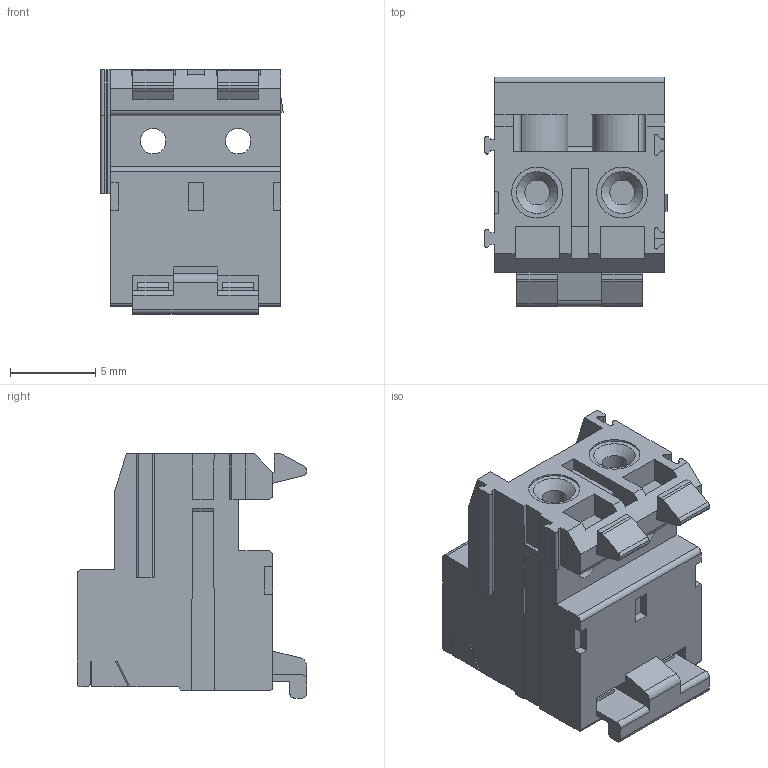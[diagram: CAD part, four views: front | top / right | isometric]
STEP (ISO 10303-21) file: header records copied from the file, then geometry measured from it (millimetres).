
FILE_DESCRIPTION(('STEP AP214'),'1');
FILE_NAME('SHCS02-5-E.stp','2018-11-12T16:55:40',(' '),(' '),'Spatial InterOp 3D',' ',' ');
FILE_SCHEMA(('AUTOMOTIVE_DESIGN { 1 0 10303 214 1 1 1 1 }'));
Length unit declared in the file: metre
Products named in the file (1): 1
Bounding box: 10.73 x 13.5 x 14.38 mm (x, y, z)
Volume: 1123.1 mm3; surface area: 1542.4 mm2
Topology: 1 solids, 1 shells, 315 faces, 897 edges, 591 vertices
Faces by surface type: plane 242, cylinder 67, cone 6
Full cylindrical faces by diameter (mm): 1.45 x2, 1.5 x2, 2.6 x2, 2.7 x2, 3 x2, 3.6 x2, 3.8 x2
Entity records: 12712 total; most frequent: CARTESIAN_POINT 1860, ORIENTED_EDGE 1718, DIRECTION 1625, EDGE_CURVE 859, LINE 713, VECTOR 713, VERTEX_POINT 575, AXIS2_PLACEMENT_3D 456
